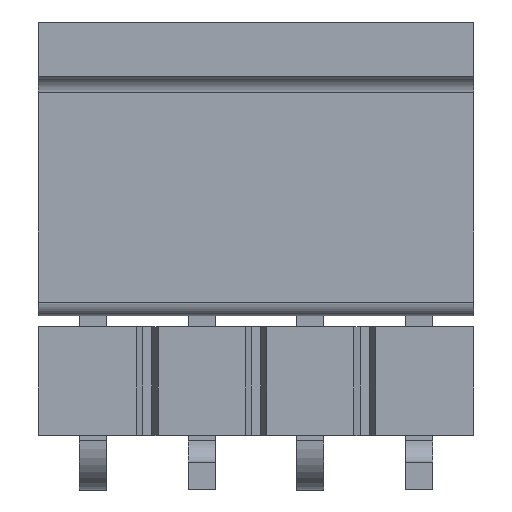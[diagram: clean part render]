
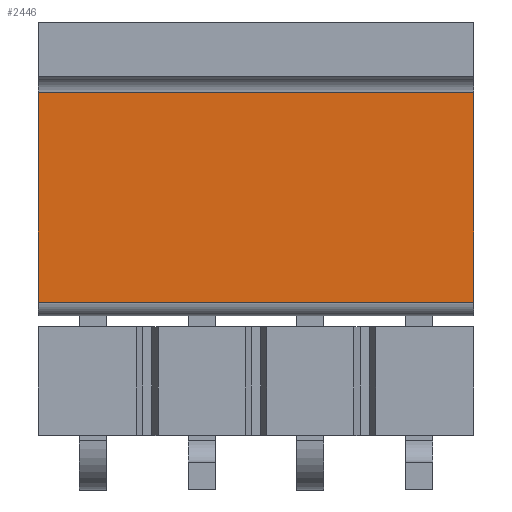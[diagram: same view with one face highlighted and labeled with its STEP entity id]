
A CAD part, top view. The second image highlights one B-rep face of the part: STEP entity #2446.
In plain terms, the highlighted planar face has unit normal (0, 0, 1).
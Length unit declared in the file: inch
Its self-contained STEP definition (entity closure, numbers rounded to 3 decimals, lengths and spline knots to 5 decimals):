
#400=ORIENTED_EDGE('',*,*,#938,.T.);
#401=ORIENTED_EDGE('',*,*,#939,.F.);
#402=ORIENTED_EDGE('',*,*,#940,.F.);
#403=ORIENTED_EDGE('',*,*,#936,.T.);
#936=EDGE_CURVE('',#1231,#1230,#1499,.T.);
#938=EDGE_CURVE('',#1230,#1232,#1500,.T.);
#939=EDGE_CURVE('',#1233,#1232,#1501,.T.);
#940=EDGE_CURVE('',#1231,#1233,#1502,.T.);
#1230=VERTEX_POINT('',#3675);
#1231=VERTEX_POINT('',#3677);
#1232=VERTEX_POINT('',#3681);
#1233=VERTEX_POINT('',#3683);
#1499=LINE('',#3676,#1821);
#1500=LINE('',#3680,#1822);
#1501=LINE('',#3682,#1823);
#1502=LINE('',#3684,#1824);
#1821=VECTOR('',#3011,39.37008);
#1822=VECTOR('',#3016,39.37008);
#1823=VECTOR('',#3017,39.37008);
#1824=VECTOR('',#3018,39.37008);
#2061=EDGE_LOOP('',(#400,#401,#402,#403));
#2199=FACE_BOUND('',#2061,.T.);
#2324=PLANE('',#2629);
#2446=ADVANCED_FACE('',(#2199),#2324,.F.);
#2629=AXIS2_PLACEMENT_3D('',#3679,#3014,#3015);
#3011=DIRECTION('',(-1.,0.,0.));
#3014=DIRECTION('',(0.,0.,-1.));
#3015=DIRECTION('',(-1.,0.,0.));
#3016=DIRECTION('',(0.,-1.,0.));
#3017=DIRECTION('',(-1.,0.,0.));
#3018=DIRECTION('',(0.,-1.,0.));
#3675=CARTESIAN_POINT('',(-0.2,-0.065,0.04102));
#3676=CARTESIAN_POINT('',(0.2,-0.065,0.04102));
#3677=CARTESIAN_POINT('',(0.2,-0.065,0.04102));
#3679=CARTESIAN_POINT('',(0.2,-0.065,0.04102));
#3680=CARTESIAN_POINT('',(-0.2,-0.065,0.04102));
#3681=CARTESIAN_POINT('',(-0.2,-0.2575,0.04102));
#3682=CARTESIAN_POINT('',(0.2,-0.2575,0.04102));
#3683=CARTESIAN_POINT('',(0.2,-0.2575,0.04102));
#3684=CARTESIAN_POINT('',(0.2,-0.065,0.04102));
